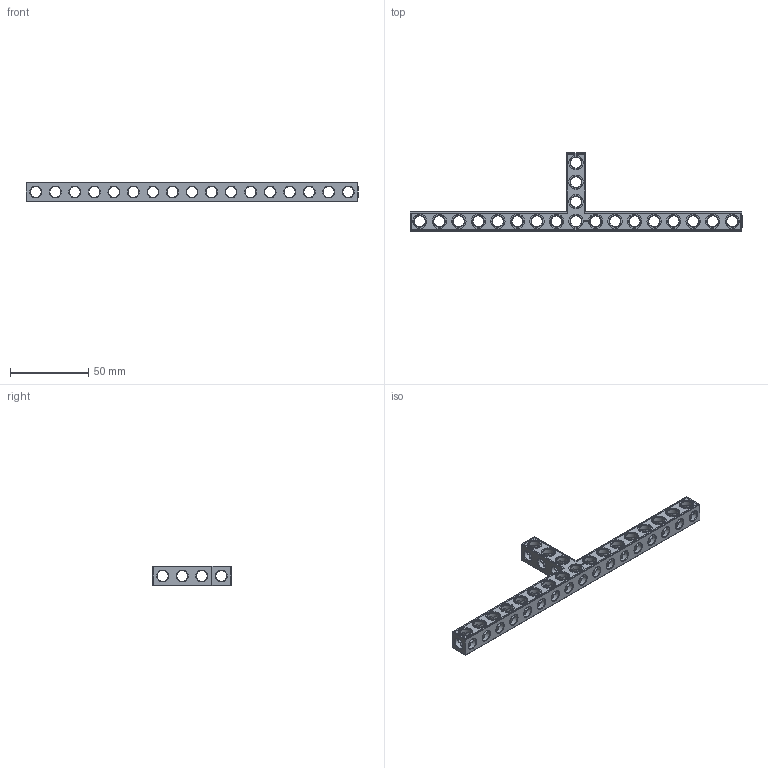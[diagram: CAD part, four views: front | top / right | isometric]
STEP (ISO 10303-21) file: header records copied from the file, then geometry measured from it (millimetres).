
FILE_DESCRIPTION(('FreeCAD Model'),'2;1');
FILE_NAME('Open CASCADE Shape Model','2022-01-28T22:00:31',( 'Paulo Kiefe'),('STEMFIE.org'),'Open CASCADE STEP processor 7.4', 'FreeCAD','Unknown');
FILE_SCHEMA(('AUTOMOTIVE_DESIGN { 1 0 10303 214 1 1 1 1 }'));
Products named in the file (1): Beam_TSH_SYM_ESS_BU17x04x01_-_SPN-BEM-1135_(stemfie.org)
Bounding box: 212.5 x 50 x 12.5 mm (x, y, z)
Volume: 19541.9 mm3; surface area: 17570.1 mm2
Topology: 1 solids, 1 shells, 760 faces, 2267 edges, 1482 vertices
Faces by surface type: plane 411, extrusion 142, cylinder 123, cone 84
Full cylindrical faces by diameter (mm): 6.98 x18, 7 x85, 9.2 x20
Entity records: 90811 total; most frequent: CARTESIAN_POINT 48385, DIRECTION 6805, VECTOR 4709, LINE 4567, ORIENTED_EDGE 4534, PCURVE 4534, DEFINITIONAL_REPRESENTATION 4534, EDGE_CURVE 2267
